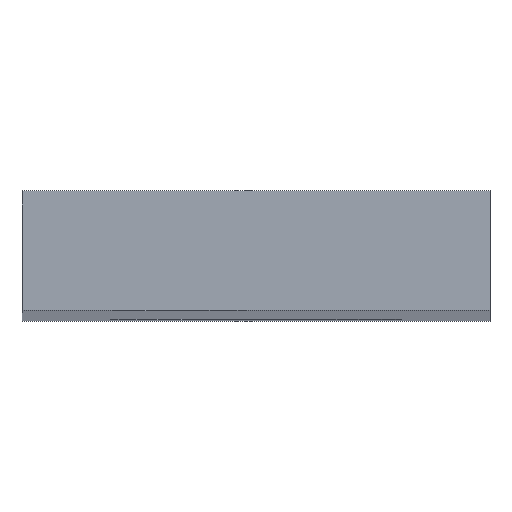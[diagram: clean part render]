
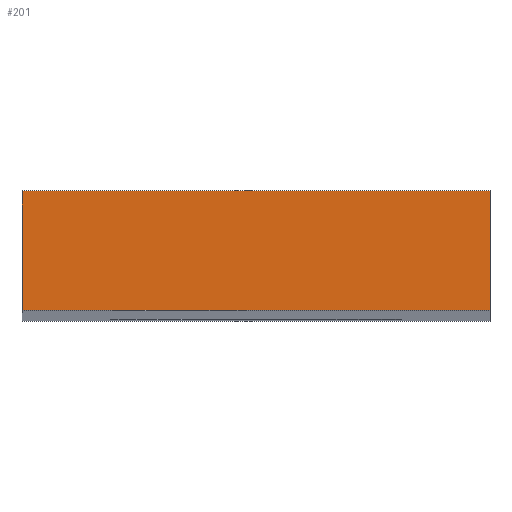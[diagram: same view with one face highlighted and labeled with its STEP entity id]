
A CAD part, top view. The second image highlights one B-rep face of the part: STEP entity #201.
In plain terms, the highlighted planar face has unit normal (0, 0, 1).
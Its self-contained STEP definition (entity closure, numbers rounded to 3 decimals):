
#22=PLANE('',#236);
#31=FACE_OUTER_BOUND('',#40,.T.);
#40=EDGE_LOOP('',(#162,#163,#164,#165));
#57=LINE('',#339,#72);
#58=LINE('',#342,#73);
#59=LINE('',#344,#74);
#60=LINE('',#345,#75);
#72=VECTOR('',#281,10.);
#73=VECTOR('',#284,10.);
#74=VECTOR('',#285,10.);
#75=VECTOR('',#286,10.);
#106=VERTEX_POINT('',#333);
#108=VERTEX_POINT('',#337);
#109=VERTEX_POINT('',#341);
#110=VERTEX_POINT('',#343);
#131=EDGE_CURVE('',#106,#108,#57,.T.);
#132=EDGE_CURVE('',#106,#109,#58,.T.);
#133=EDGE_CURVE('',#110,#108,#59,.T.);
#134=EDGE_CURVE('',#109,#110,#60,.T.);
#162=ORIENTED_EDGE('',*,*,#132,.F.);
#163=ORIENTED_EDGE('',*,*,#131,.T.);
#164=ORIENTED_EDGE('',*,*,#133,.F.);
#165=ORIENTED_EDGE('',*,*,#134,.F.);
#201=ADVANCED_FACE('',(#31),#22,.T.);
#236=AXIS2_PLACEMENT_3D('',#340,#282,#283);
#281=DIRECTION('',(0.,1.,0.));
#282=DIRECTION('center_axis',(0.,0.,1.));
#283=DIRECTION('ref_axis',(1.,0.,0.));
#284=DIRECTION('',(-1.,0.,0.));
#285=DIRECTION('',(1.,0.,0.));
#286=DIRECTION('',(0.,1.,0.));
#333=CARTESIAN_POINT('',(9.8,0.,0.));
#337=CARTESIAN_POINT('',(9.8,2.5,0.));
#339=CARTESIAN_POINT('',(9.8,0.,0.));
#340=CARTESIAN_POINT('Origin',(0.,0.,0.));
#341=CARTESIAN_POINT('',(0.,0.,0.));
#342=CARTESIAN_POINT('',(9.8,0.,0.));
#343=CARTESIAN_POINT('',(0.,2.5,0.));
#344=CARTESIAN_POINT('',(9.8,2.5,0.));
#345=CARTESIAN_POINT('',(0.,0.,0.));
